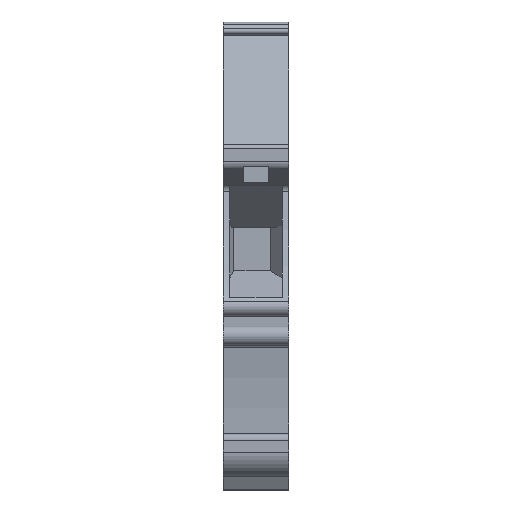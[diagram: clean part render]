
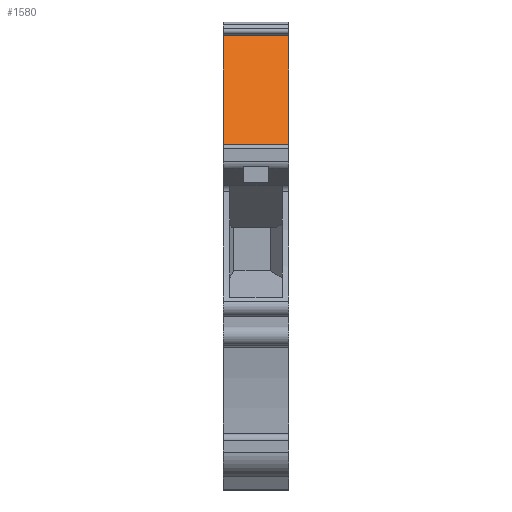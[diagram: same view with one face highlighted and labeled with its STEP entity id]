
A CAD part, front view. The second image highlights one B-rep face of the part: STEP entity #1580.
In plain terms, the highlighted planar face has unit normal (0, -0.707, 0.707).
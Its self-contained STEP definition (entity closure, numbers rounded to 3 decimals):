
#1567=AXIS2_PLACEMENT_3D('Plane Axis2P3D',#1564,#1565,#1566) ;
#224=CARTESIAN_POINT('Vertex',(0.,2.431,26.781)) ;
#227=CARTESIAN_POINT('Line Origine',(0.,6.85,31.2)) ;
#231=CARTESIAN_POINT('Vertex',(0.,11.269,35.619)) ;
#826=CARTESIAN_POINT('Vertex',(5.1,11.269,35.619)) ;
#829=CARTESIAN_POINT('Line Origine',(5.1,6.85,31.2)) ;
#833=CARTESIAN_POINT('Vertex',(5.1,2.431,26.781)) ;
#1552=CARTESIAN_POINT('Line Origine',(2.55,2.431,26.781)) ;
#1564=CARTESIAN_POINT('Axis2P3D Location',(0.,2.431,26.781)) ;
#1569=CARTESIAN_POINT('Line Origine',(2.55,11.269,35.619)) ;
#228=DIRECTION('Vector Direction',(0.,0.707,0.707)) ;
#830=DIRECTION('Vector Direction',(0.,0.707,0.707)) ;
#1553=DIRECTION('Vector Direction',(1.,0.,0.)) ;
#1565=DIRECTION('Axis2P3D Direction',(0.,0.707,-0.707)) ;
#1566=DIRECTION('Axis2P3D XDirection',(0.,0.707,0.707)) ;
#1570=DIRECTION('Vector Direction',(1.,0.,0.)) ;
#229=VECTOR('Line Direction',#228,1.) ;
#831=VECTOR('Line Direction',#830,1.) ;
#1554=VECTOR('Line Direction',#1553,1.) ;
#1571=VECTOR('Line Direction',#1570,1.) ;
#1575=ORIENTED_EDGE('',*,*,#1573,.F.) ;
#1576=ORIENTED_EDGE('',*,*,#233,.T.) ;
#1577=ORIENTED_EDGE('',*,*,#1556,.T.) ;
#1578=ORIENTED_EDGE('',*,*,#835,.F.) ;
#1580=ADVANCED_FACE('Body',(#1579),#1568,.F.) ;
#233=EDGE_CURVE('',#232,#225,#230,.F.) ;
#835=EDGE_CURVE('',#827,#834,#832,.F.) ;
#1556=EDGE_CURVE('',#225,#834,#1555,.T.) ;
#1573=EDGE_CURVE('',#232,#827,#1572,.T.) ;
#1574=EDGE_LOOP('',(#1575,#1576,#1577,#1578)) ;
#1579=FACE_OUTER_BOUND('',#1574,.T.) ;
#230=LINE('Line',#227,#229) ;
#832=LINE('Line',#829,#831) ;
#1555=LINE('Line',#1552,#1554) ;
#1572=LINE('Line',#1569,#1571) ;
#1568=PLANE('',#1567) ;
#225=VERTEX_POINT('',#224) ;
#232=VERTEX_POINT('',#231) ;
#827=VERTEX_POINT('',#826) ;
#834=VERTEX_POINT('',#833) ;
